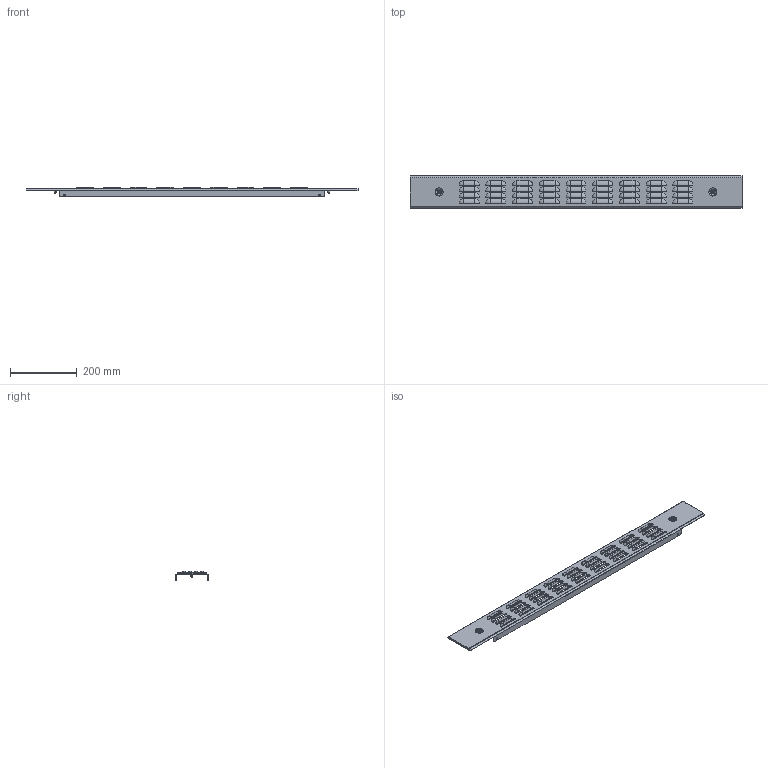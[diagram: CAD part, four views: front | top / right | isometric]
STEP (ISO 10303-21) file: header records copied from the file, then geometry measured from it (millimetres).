
FILE_DESCRIPTION (( 'STEP AP203' ), '1' );
FILE_NAME ('FO-00D-PCV-010-100-7021 FORMAT Ïàíåëü öîêîëÿ 100õ1000 IEK.STEP', '2025-01-20T09:48:44', ( '' ), ( '' ), 'SwSTEP 2.0', 'SolidWorks 2022', '' );
FILE_SCHEMA (( 'CONFIG_CONTROL_DESIGN' ));
Length unit declared in the file: millimetre
Products named in the file (1): FO-00D-PCV-010-100-7021 FORMAT Панель цоколя 100х1000 IEK
Bounding box: 995 x 98.11 x 28.99 mm (x, y, z)
Volume: 186992.1 mm3; surface area: 275239.9 mm2
Topology: 1 solids, 1 shells, 716 faces, 1854 edges, 1152 vertices
Faces by surface type: torus 312, cylinder 198, plane 190, cone 16
Entity records: 22539 total; most frequent: DIRECTION 4548, CARTESIAN_POINT 3723, ORIENTED_EDGE 3708, AXIS2_PLACEMENT_3D 1977, EDGE_CURVE 1854, CIRCLE 1260, VERTEX_POINT 1152, EDGE_LOOP 808
